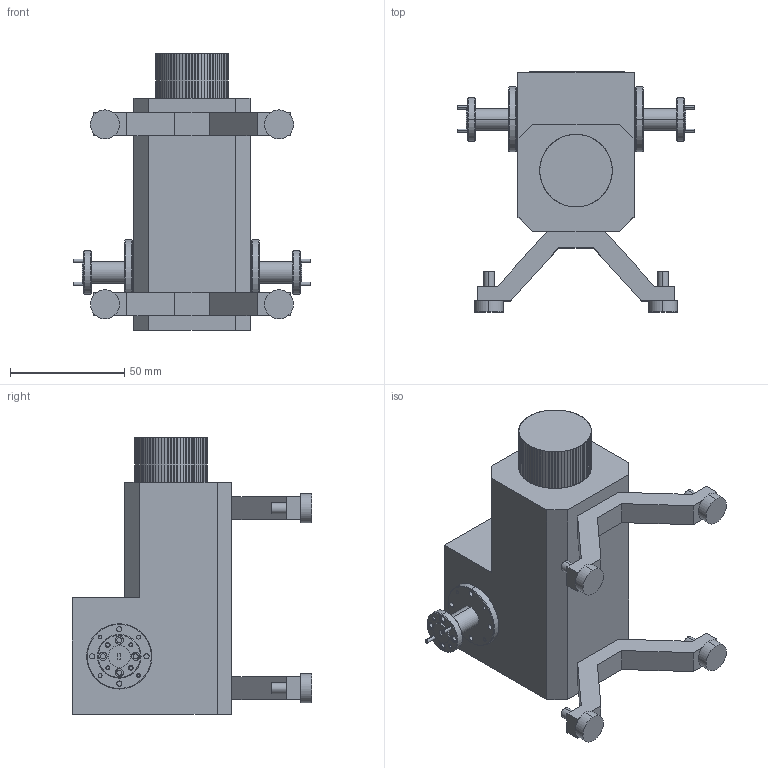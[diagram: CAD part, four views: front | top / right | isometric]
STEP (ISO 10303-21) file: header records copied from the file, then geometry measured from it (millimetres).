
FILE_DESCRIPTION (( 'STEP AP203' ), '1' );
FILE_NAME ('STA-60-10-D1.STEP', '2018-08-22T16:15:11', ( '' ), ( '' ), 'SwSTEP 2.0', 'SolidWorks 2016', '' );
FILE_SCHEMA (( 'CONFIG_CONTROL_DESIGN' ));
Products named in the file (1): STA-60-10-D1
Bounding box: 103.89 x 105.03 x 121.16 mm (x, y, z)
Volume: 339195.5 mm3; surface area: 48441 mm2
Topology: 16 solids, 16 shells, 1607 faces, 4327 edges, 2858 vertices
Faces by surface type: plane 778, bspline 519, cylinder 230, cone 80
Entity records: 69358 total; most frequent: CARTESIAN_POINT 31904, ORIENTED_EDGE 8654, DIRECTION 6007, EDGE_CURVE 4327, VERTEX_POINT 2858, VECTOR 2749, LINE 2749, EDGE_LOOP 1789
